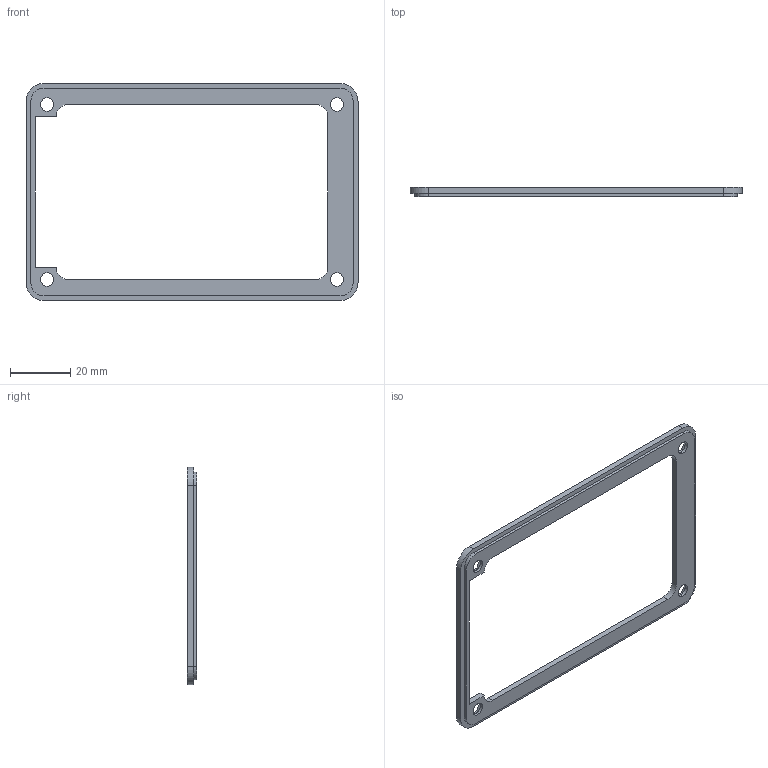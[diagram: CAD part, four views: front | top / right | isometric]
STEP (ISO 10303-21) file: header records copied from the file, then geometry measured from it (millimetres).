
FILE_DESCRIPTION (( 'STEP AP214' ), '1' );
FILE_NAME ('¶¥¿Ç_PLA.STEP', '2025-06-29T14:18:27', ( '' ), ( '' ), 'SwSTEP 2.0', 'SolidWorks 2024', '' );
FILE_SCHEMA (( 'AUTOMOTIVE_DESIGN' ));
Length unit declared in the file: millimetre
Products named in the file (1): 顶壳_PLA
Bounding box: 110 x 3 x 72 mm (x, y, z)
Volume: 4518.2 mm3; surface area: 6669.6 mm2
Topology: 1 solids, 1 shells, 74 faces, 198 edges, 132 vertices
Faces by surface type: plane 50, cylinder 24
Entity records: 2353 total; most frequent: CARTESIAN_POINT 405, ORIENTED_EDGE 396, DIRECTION 396, EDGE_CURVE 198, LINE 150, VECTOR 150, VERTEX_POINT 132, AXIS2_PLACEMENT_3D 123
